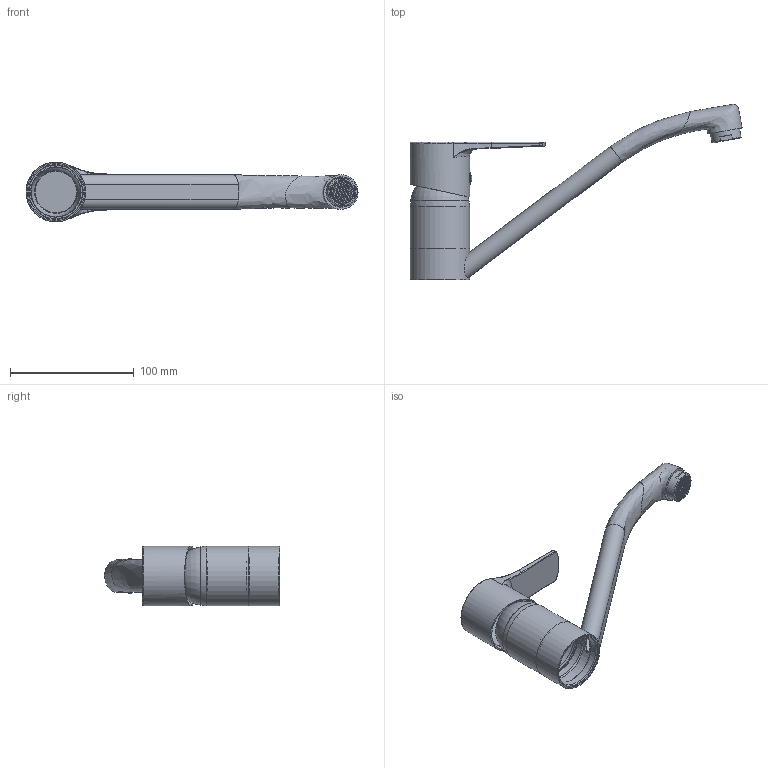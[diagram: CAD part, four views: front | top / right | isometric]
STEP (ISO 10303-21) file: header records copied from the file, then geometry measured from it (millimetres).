
FILE_DESCRIPTION (( 'STEP AP203' ), '1' );
FILE_NAME ('18P261791.STEP', '2020-12-11T08:55:59', ( '' ), ( '' ), 'SwSTEP 2.0', 'SolidWorks 2018', '' );
FILE_SCHEMA (( 'CONFIG_CONTROL_DESIGN' ));
Length unit declared in the file: millimetre
Products named in the file (1): 18P261791
Bounding box: 267.89 x 141.38 x 48.18 mm (x, y, z)
Volume: 66122.2 mm3; surface area: 85629.4 mm2
Topology: 7 solids, 7 shells, 1019 faces, 2781 edges, 1824 vertices
Faces by surface type: plane 878, cylinder 80, bspline 30, torus 13, cone 13, sphere 5
Full cylindrical faces by diameter (mm): 6.8 x1, 9.5 x1, 10 x1, 16 x1, 19 x1, 20 x2, 21 x1, 21.1 x1, 22.5 x2, 23 x1, 23.85 x1, 24 x1, 24.5 x1, 33.5 x1, 40.5 x1, 40.6 x1, 43 x2, 43.121 x1, 45 x1, 46 x1, 46.2 x2, 48 x2, 48.2 x1
Entity records: 56640 total; most frequent: CARTESIAN_POINT 30937, ORIENTED_EDGE 5416, DIRECTION 4835, EDGE_CURVE 2708, VECTOR 2369, LINE 2369, VERTEX_POINT 1808, EDGE_LOOP 1280
